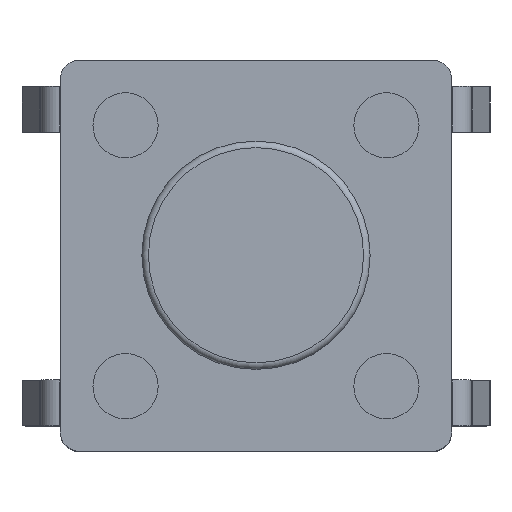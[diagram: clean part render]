
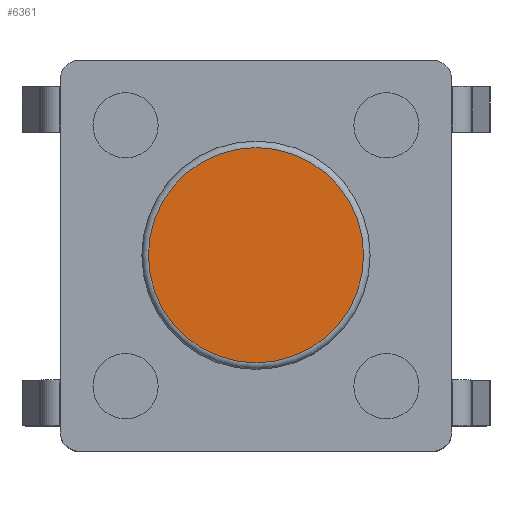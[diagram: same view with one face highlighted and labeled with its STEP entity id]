
A CAD part, top view. The second image highlights one B-rep face of the part: STEP entity #6361.
In plain terms, the highlighted planar face has unit normal (0, 0, 1).
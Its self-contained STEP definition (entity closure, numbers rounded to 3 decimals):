
#6361 = ADVANCED_FACE('',(#6362),#6375,.F.);
#6362 = FACE_BOUND('',#6363,.F.);
#6363 = EDGE_LOOP('',(#6364));
#6364 = ORIENTED_EDGE('',*,*,#6365,.F.);
#6365 = EDGE_CURVE('',#6366,#6366,#6368,.T.);
#6366 = VERTEX_POINT('',#6367);
#6367 = CARTESIAN_POINT('',(4.8,-2.25,8.5));
#6368 = SURFACE_CURVE('',#6369,(#6374,#6390),.PCURVE_S1.);
#6369 = CIRCLE('',#6370,1.65);
#6370 = AXIS2_PLACEMENT_3D('',#6371,#6372,#6373);
#6371 = CARTESIAN_POINT('',(3.15,-2.25,8.5));
#6372 = DIRECTION('',(0.,0.,1.));
#6373 = DIRECTION('',(1.,0.,0.));
#6374 = PCURVE('',#6375,#6380);
#6375 = PLANE('',#6376);
#6376 = AXIS2_PLACEMENT_3D('',#6377,#6378,#6379);
#6377 = CARTESIAN_POINT('',(4.9,-2.25,8.5));
#6378 = DIRECTION('',(0.,0.,-1.));
#6379 = DIRECTION('',(-1.,0.,0.));
#6380 = DEFINITIONAL_REPRESENTATION('',(#6381),#6389);
#6381 = ( BOUNDED_CURVE() B_SPLINE_CURVE(2,(#6382,#6383,#6384,#6385,
#6386,#6387,#6388),.UNSPECIFIED.,.F.,.F.) B_SPLINE_CURVE_WITH_KNOTS((1,2
    ,2,2,2,1),(-2.094,0.,2.094,4.189,
6.283,8.378),.UNSPECIFIED.) CURVE() 
GEOMETRIC_REPRESENTATION_ITEM() RATIONAL_B_SPLINE_CURVE((1.,0.5,1.,0.5,
1.,0.5,1.)) REPRESENTATION_ITEM('') );
#6382 = CARTESIAN_POINT('',(0.1,0.));
#6383 = CARTESIAN_POINT('',(0.1,2.858));
#6384 = CARTESIAN_POINT('',(2.575,1.429));
#6385 = CARTESIAN_POINT('',(5.05,0.));
#6386 = CARTESIAN_POINT('',(2.575,-1.429));
#6387 = CARTESIAN_POINT('',(0.1,-2.858));
#6388 = CARTESIAN_POINT('',(0.1,0.));
#6389 = ( GEOMETRIC_REPRESENTATION_CONTEXT(2) 
PARAMETRIC_REPRESENTATION_CONTEXT() REPRESENTATION_CONTEXT('2D SPACE',''
  ) );
#6390 = PCURVE('',#6391,#6396);
#6391 = TOROIDAL_SURFACE('',#6392,1.65,0.1);
#6392 = AXIS2_PLACEMENT_3D('',#6393,#6394,#6395);
#6393 = CARTESIAN_POINT('',(3.15,-2.25,8.4));
#6394 = DIRECTION('',(0.,0.,-1.));
#6395 = DIRECTION('',(1.,0.,0.));
#6396 = DEFINITIONAL_REPRESENTATION('',(#6397),#6401);
#6397 = LINE('',#6398,#6399);
#6398 = CARTESIAN_POINT('',(0.,4.712));
#6399 = VECTOR('',#6400,1.);
#6400 = DIRECTION('',(-1.,0.));
#6401 = ( GEOMETRIC_REPRESENTATION_CONTEXT(2) 
PARAMETRIC_REPRESENTATION_CONTEXT() REPRESENTATION_CONTEXT('2D SPACE',''
  ) );
